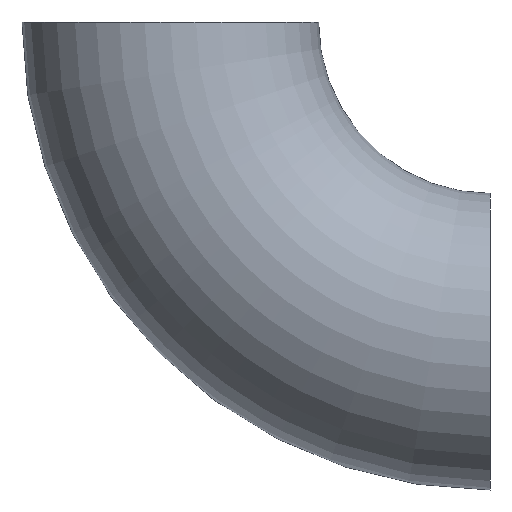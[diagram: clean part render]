
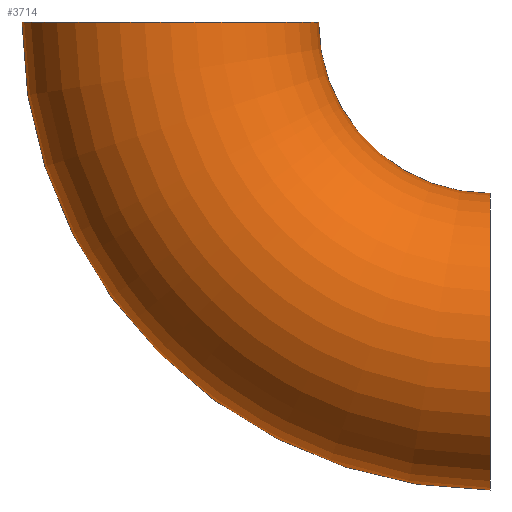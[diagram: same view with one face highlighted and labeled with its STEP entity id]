
A CAD part, left-side view. The second image highlights one B-rep face of the part: STEP entity #3714.
In plain terms, the highlighted toroidal (fillet/blend) face has major radius 29 mm and minor radius 13.45 mm.
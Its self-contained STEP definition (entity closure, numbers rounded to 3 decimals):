
#258 = DIRECTION ( 'NONE',  ( 0., 0., 1. ) ) ;
#307 = EDGE_CURVE ( 'NONE', #4793, #3211, #5765, .T. ) ;
#464 = CARTESIAN_POINT ( 'NONE',  ( 0., 0., -29. ) ) ;
#1069 = DIRECTION ( 'NONE',  ( -1., 0., 0. ) ) ;
#1225 = CARTESIAN_POINT ( 'NONE',  ( 0., 29., 0. ) ) ;
#1679 = ORIENTED_EDGE ( 'NONE', *, *, #8074, .F. ) ;
#2445 = CARTESIAN_POINT ( 'NONE',  ( 0., 15.55, 0. ) ) ;
#2450 = DIRECTION ( 'NONE',  ( 0., 0., 1. ) ) ;
#2849 = DIRECTION ( 'NONE',  ( -1., 0., 0. ) ) ;
#3012 = CARTESIAN_POINT ( 'NONE',  ( 0., 0., 0. ) ) ;
#3211 = VERTEX_POINT ( 'NONE', #7344 ) ;
#3714 = ADVANCED_FACE ( 'NONE', ( #11210 ), #3734, .T. ) ;
#3734 = TOROIDAL_SURFACE ( 'NONE', #7149, 29., 13.45 ) ;
#3984 = DIRECTION ( 'NONE',  ( 0., 0., 1. ) ) ;
#4180 = CARTESIAN_POINT ( 'NONE',  ( 0., 42.45, 0. ) ) ;
#4673 = AXIS2_PLACEMENT_3D ( 'NONE', #1225, #258, #7015 ) ;
#4793 = VERTEX_POINT ( 'NONE', #2445 ) ;
#4994 = VERTEX_POINT ( 'NONE', #9245 ) ;
#5023 = AXIS2_PLACEMENT_3D ( 'NONE', #6821, #1069, #10791 ) ;
#5385 = CIRCLE ( 'NONE', #12405, 13.45 ) ;
#5765 = CIRCLE ( 'NONE', #10664, 15.55 ) ;
#6339 = ORIENTED_EDGE ( 'NONE', *, *, #307, .F. ) ;
#6821 = CARTESIAN_POINT ( 'NONE',  ( 0., 0., 0. ) ) ;
#6897 = CIRCLE ( 'NONE', #4673, 13.45 ) ;
#7015 = DIRECTION ( 'NONE',  ( 0., -1., 0. ) ) ;
#7055 = VERTEX_POINT ( 'NONE', #4180 ) ;
#7149 = AXIS2_PLACEMENT_3D ( 'NONE', #3012, #2849, #3984 ) ;
#7180 = DIRECTION ( 'NONE',  ( 0., 1., 0. ) ) ;
#7344 = CARTESIAN_POINT ( 'NONE',  ( 0., 0., -15.55 ) ) ;
#7485 = ORIENTED_EDGE ( 'NONE', *, *, #8798, .T. ) ;
#8074 = EDGE_CURVE ( 'NONE', #7055, #4793, #6897, .T. ) ;
#8128 = DIRECTION ( 'NONE',  ( 0., 0., 1. ) ) ;
#8558 = ORIENTED_EDGE ( 'NONE', *, *, #12139, .T. ) ;
#8798 = EDGE_CURVE ( 'NONE', #7055, #4994, #12442, .T. ) ;
#9245 = CARTESIAN_POINT ( 'NONE',  ( 0., 0., -42.45 ) ) ;
#10019 = CARTESIAN_POINT ( 'NONE',  ( 0., 0., 0. ) ) ;
#10664 = AXIS2_PLACEMENT_3D ( 'NONE', #10019, #12036, #2450 ) ;
#10791 = DIRECTION ( 'NONE',  ( 0., 0., 1. ) ) ;
#11210 = FACE_OUTER_BOUND ( 'NONE', #11832, .T. ) ;
#11832 = EDGE_LOOP ( 'NONE', ( #1679, #7485, #8558, #6339 ) ) ;
#12036 = DIRECTION ( 'NONE',  ( -1., 0., 0. ) ) ;
#12139 = EDGE_CURVE ( 'NONE', #4994, #3211, #5385, .T. ) ;
#12405 = AXIS2_PLACEMENT_3D ( 'NONE', #464, #7180, #8128 ) ;
#12442 = CIRCLE ( 'NONE', #5023, 42.45 ) ;
